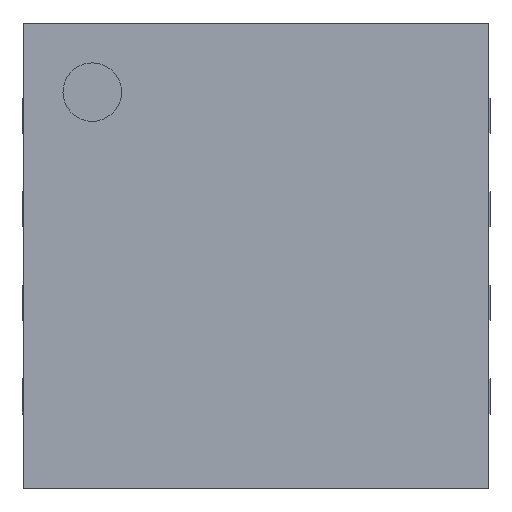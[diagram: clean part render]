
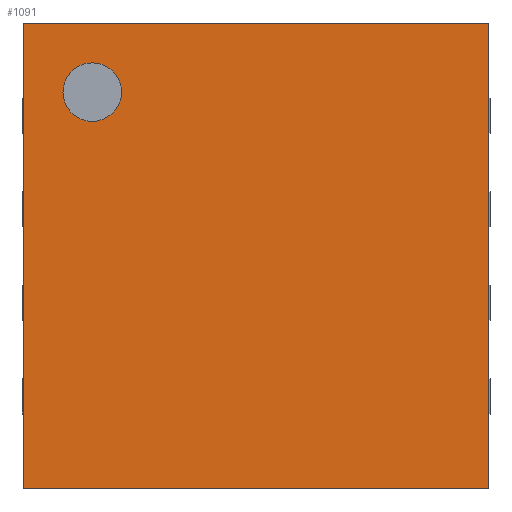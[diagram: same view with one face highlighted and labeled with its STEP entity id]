
A CAD part, top view. The second image highlights one B-rep face of the part: STEP entity #1091.
In plain terms, the highlighted planar face has unit normal (0, 0, 1).
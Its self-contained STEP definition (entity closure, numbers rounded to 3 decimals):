
#13=DIRECTION('',(0.,0.,1.));
#98=DIRECTION('',(0.,0.,-1.));
#158=VECTOR('',#159,1.);
#159=DIRECTION('',(0.,-1.,0.));
#165=VECTOR('',#166,1.);
#166=DIRECTION('',(1.,0.,0.));
#387=VERTEX_POINT('',#388);
#388=CARTESIAN_POINT('',(-1.99,1.99,0.92));
#390=ORIENTED_EDGE('',*,*,#391,.T.);
#391=EDGE_CURVE('',#387,#392,#394,.T.);
#392=VERTEX_POINT('',#393);
#393=CARTESIAN_POINT('',(-1.99,-1.99,0.92));
#394=LINE('',#388,#158);
#472=VERTEX_POINT('',#473);
#473=CARTESIAN_POINT('',(1.99,1.99,0.92));
#476=EDGE_CURVE('',#472,#477,#479,.T.);
#477=VERTEX_POINT('',#478);
#478=CARTESIAN_POINT('',(1.99,-1.99,0.92));
#479=LINE('',#473,#158);
#554=ORIENTED_EDGE('',*,*,#555,.F.);
#555=EDGE_CURVE('',#387,#472,#556,.T.);
#556=LINE('',#388,#165);
#1011=EDGE_CURVE('',#392,#477,#1012,.T.);
#1012=LINE('',#393,#165);
#1091=ADVANCED_FACE('',(#1092,#1096),#1105,.T.);
#1092=FACE_BOUND('',#1093,.T.);
#1093=EDGE_LOOP('',(#554,#390,#1094,#1095));
#1094=ORIENTED_EDGE('',*,*,#1011,.T.);
#1095=ORIENTED_EDGE('',*,*,#476,.F.);
#1096=FACE_BOUND('',#1097,.T.);
#1097=EDGE_LOOP('',(#1098));
#1098=ORIENTED_EDGE('',*,*,#1099,.T.);
#1099=EDGE_CURVE('',#1100,#1100,#1102,.T.);
#1100=VERTEX_POINT('',#1101);
#1101=CARTESIAN_POINT('',(-1.4,1.15,0.92));
#1102=CIRCLE('',#1103,0.25);
#1103=AXIS2_PLACEMENT_3D('',#1104,#98,#159);
#1104=CARTESIAN_POINT('',(-1.4,1.4,0.92));
#1105=PLANE('',#1106);
#1106=AXIS2_PLACEMENT_3D('',#388,#13,#159);
